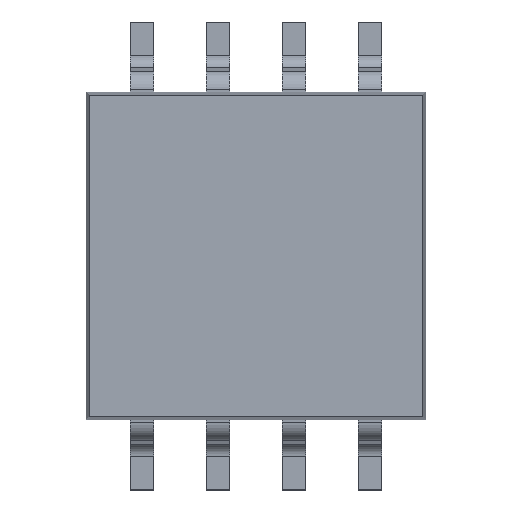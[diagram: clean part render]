
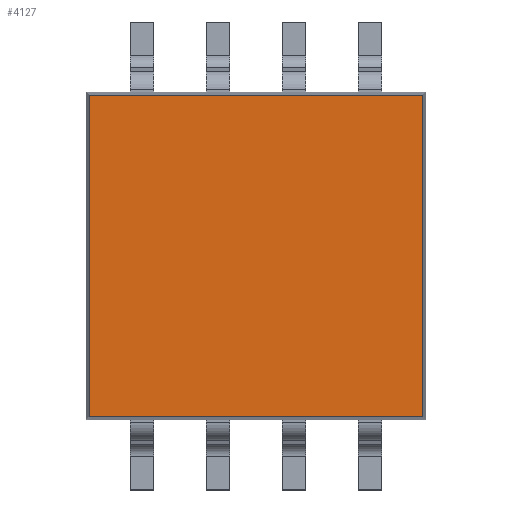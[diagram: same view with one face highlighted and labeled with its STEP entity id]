
A CAD part, top view. The second image highlights one B-rep face of the part: STEP entity #4127.
In plain terms, the highlighted planar face has unit normal (0, 0, 1).
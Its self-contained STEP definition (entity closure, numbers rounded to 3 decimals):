
#23 = VECTOR ( 'NONE', #1695, 1000. ) ;
#127 = FACE_OUTER_BOUND ( 'NONE', #3466, .T. ) ;
#187 = CARTESIAN_POINT ( 'NONE',  ( 1.45, -1.374, 1.1 ) ) ;
#200 = DIRECTION ( 'NONE',  ( 1., 0., 0. ) ) ;
#451 = LINE ( 'NONE', #187, #770 ) ;
#748 = VECTOR ( 'NONE', #1564, 1000. ) ;
#770 = VECTOR ( 'NONE', #200, 1000. ) ;
#787 = EDGE_CURVE ( 'NONE', #3702, #816, #1801, .T. ) ;
#816 = VERTEX_POINT ( 'NONE', #1530 ) ;
#866 = VERTEX_POINT ( 'NONE', #1492 ) ;
#1034 = ORIENTED_EDGE ( 'NONE', *, *, #3726, .T. ) ;
#1160 = ORIENTED_EDGE ( 'NONE', *, *, #4346, .T. ) ;
#1202 = ORIENTED_EDGE ( 'NONE', *, *, #1569, .T. ) ;
#1262 = CARTESIAN_POINT ( 'NONE',  ( -1.424, -1.374, 1.1 ) ) ;
#1334 = ORIENTED_EDGE ( 'NONE', *, *, #787, .T. ) ;
#1492 = CARTESIAN_POINT ( 'NONE',  ( -1.424, 1.374, 1.1 ) ) ;
#1530 = CARTESIAN_POINT ( 'NONE',  ( 1.424, 1.374, 1.1 ) ) ;
#1553 = CARTESIAN_POINT ( 'NONE',  ( 1.424, 1.4, 1.1 ) ) ;
#1564 = DIRECTION ( 'NONE',  ( 0., 1., 0. ) ) ;
#1569 = EDGE_CURVE ( 'NONE', #4957, #3702, #451, .T. ) ;
#1695 = DIRECTION ( 'NONE',  ( -1., 0., 0. ) ) ;
#1801 = LINE ( 'NONE', #1553, #748 ) ;
#1868 = AXIS2_PLACEMENT_3D ( 'NONE', #3181, #3156, #3147 ) ;
#1964 = CARTESIAN_POINT ( 'NONE',  ( -1.45, 1.374, 1.1 ) ) ;
#2504 = CARTESIAN_POINT ( 'NONE',  ( 1.424, -1.374, 1.1 ) ) ;
#3147 = DIRECTION ( 'NONE',  ( 1., 0., 0. ) ) ;
#3156 = DIRECTION ( 'NONE',  ( 0., 0., 1. ) ) ;
#3175 = PLANE ( 'NONE',  #1868 ) ;
#3181 = CARTESIAN_POINT ( 'NONE',  ( 0., 0., 1.1 ) ) ;
#3466 = EDGE_LOOP ( 'NONE', ( #1202, #1334, #1160, #1034 ) ) ;
#3702 = VERTEX_POINT ( 'NONE', #2504 ) ;
#3726 = EDGE_CURVE ( 'NONE', #866, #4957, #5261, .T. ) ;
#4127 = ADVANCED_FACE ( 'NONE', ( #127 ), #3175, .T. ) ;
#4346 = EDGE_CURVE ( 'NONE', #816, #866, #5229, .T. ) ;
#4957 = VERTEX_POINT ( 'NONE', #1262 ) ;
#5049 = VECTOR ( 'NONE', #5054, 1000. ) ;
#5054 = DIRECTION ( 'NONE',  ( 0., -1., 0. ) ) ;
#5121 = CARTESIAN_POINT ( 'NONE',  ( -1.424, -1.4, 1.1 ) ) ;
#5229 = LINE ( 'NONE', #1964, #23 ) ;
#5261 = LINE ( 'NONE', #5121, #5049 ) ;
